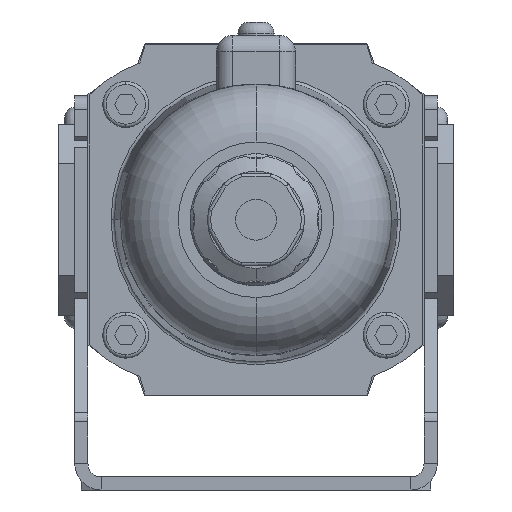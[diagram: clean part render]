
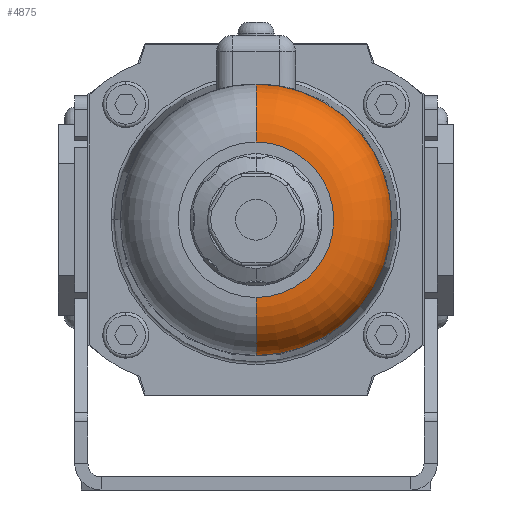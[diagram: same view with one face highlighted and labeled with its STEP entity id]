
A CAD part, front view. The second image highlights one B-rep face of the part: STEP entity #4875.
In plain terms, the highlighted toroidal (fillet/blend) face has major radius 11.794 mm and minor radius 8.8 mm.
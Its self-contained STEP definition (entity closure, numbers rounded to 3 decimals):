
#55 = DIRECTION ( 'NONE',  ( 0., 0., -1. ) ) ;
#465 = AXIS2_PLACEMENT_3D ( 'NONE', #12666, #6910, #979 ) ;
#724 = FACE_OUTER_BOUND ( 'NONE', #10301, .T. ) ;
#979 = DIRECTION ( 'NONE',  ( -1., 0., 0. ) ) ;
#1081 = CARTESIAN_POINT ( 'NONE',  ( 0., -112.305, -20.593 ) ) ;
#1203 = CARTESIAN_POINT ( 'NONE',  ( 0., -121., -11.794 ) ) ;
#1229 = AXIS2_PLACEMENT_3D ( 'NONE', #11594, #5844, #12561 ) ;
#1982 = CIRCLE ( 'NONE', #1229, 8.8 ) ;
#2298 = EDGE_CURVE ( 'NONE', #10461, #3039, #5876, .T. ) ;
#2980 = DIRECTION ( 'NONE',  ( 0., 1., 0. ) ) ;
#3039 = VERTEX_POINT ( 'NONE', #1081 ) ;
#3344 = EDGE_CURVE ( 'NONE', #4924, #9727, #7348, .T. ) ;
#3393 = TOROIDAL_SURFACE ( 'NONE', #7548, 11.794, 8.8 ) ;
#4062 = VERTEX_POINT ( 'NONE', #8519 ) ;
#4875 = ADVANCED_FACE ( 'NONE', ( #724 ), #3393, .T. ) ;
#4924 = VERTEX_POINT ( 'NONE', #1203 ) ;
#5165 = DIRECTION ( 'NONE',  ( 0., -1., 0. ) ) ;
#5340 = CARTESIAN_POINT ( 'NONE',  ( 0., -121., 11.794 ) ) ;
#5674 = DIRECTION ( 'NONE',  ( 1., 0., 0. ) ) ;
#5844 = DIRECTION ( 'NONE',  ( -1., 0., 0. ) ) ;
#5876 = CIRCLE ( 'NONE', #465, 20.593 ) ;
#6035 = DIRECTION ( 'NONE',  ( 0., -1., 0. ) ) ;
#6059 = EDGE_CURVE ( 'NONE', #4062, #9727, #12473, .T. ) ;
#6910 = DIRECTION ( 'NONE',  ( 0., 1., 0. ) ) ;
#6963 = CIRCLE ( 'NONE', #11144, 20.593 ) ;
#6998 = ORIENTED_EDGE ( 'NONE', *, *, #2298, .F. ) ;
#7084 = CARTESIAN_POINT ( 'NONE',  ( 0., -112.2, 0. ) ) ;
#7348 = CIRCLE ( 'NONE', #7706, 11.794 ) ;
#7413 = EDGE_CURVE ( 'NONE', #4062, #10461, #6963, .T. ) ;
#7548 = AXIS2_PLACEMENT_3D ( 'NONE', #7084, #5165, #8024 ) ;
#7706 = AXIS2_PLACEMENT_3D ( 'NONE', #11789, #6035, #55 ) ;
#8024 = DIRECTION ( 'NONE',  ( 0., 0., -1. ) ) ;
#8519 = CARTESIAN_POINT ( 'NONE',  ( 0., -112.305, 20.593 ) ) ;
#8780 = CARTESIAN_POINT ( 'NONE',  ( 0., -112.305, 0. ) ) ;
#9003 = ORIENTED_EDGE ( 'NONE', *, *, #12590, .F. ) ;
#9727 = VERTEX_POINT ( 'NONE', #5340 ) ;
#9749 = DIRECTION ( 'NONE',  ( -1., 0., 0. ) ) ;
#9995 = ORIENTED_EDGE ( 'NONE', *, *, #6059, .T. ) ;
#10301 = EDGE_LOOP ( 'NONE', ( #12469, #9995, #10986, #9003, #6998 ) ) ;
#10461 = VERTEX_POINT ( 'NONE', #12573 ) ;
#10986 = ORIENTED_EDGE ( 'NONE', *, *, #3344, .F. ) ;
#11059 = AXIS2_PLACEMENT_3D ( 'NONE', #11413, #5674, #12388 ) ;
#11144 = AXIS2_PLACEMENT_3D ( 'NONE', #8780, #2980, #9749 ) ;
#11413 = CARTESIAN_POINT ( 'NONE',  ( 0., -112.2, 11.794 ) ) ;
#11594 = CARTESIAN_POINT ( 'NONE',  ( 0., -112.2, -11.794 ) ) ;
#11789 = CARTESIAN_POINT ( 'NONE',  ( 0., -121., 0. ) ) ;
#12388 = DIRECTION ( 'NONE',  ( 0., 0., -1. ) ) ;
#12469 = ORIENTED_EDGE ( 'NONE', *, *, #7413, .F. ) ;
#12473 = CIRCLE ( 'NONE', #11059, 8.8 ) ;
#12561 = DIRECTION ( 'NONE',  ( 0., 0., 1. ) ) ;
#12573 = CARTESIAN_POINT ( 'NONE',  ( 20.593, -112.305, 0. ) ) ;
#12590 = EDGE_CURVE ( 'NONE', #3039, #4924, #1982, .T. ) ;
#12666 = CARTESIAN_POINT ( 'NONE',  ( 0., -112.305, 0. ) ) ;
